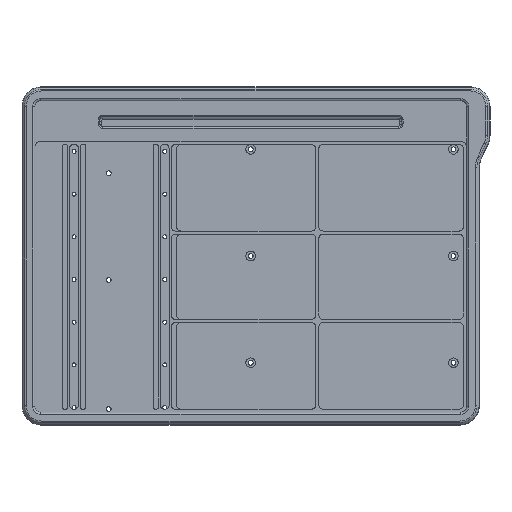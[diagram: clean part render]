
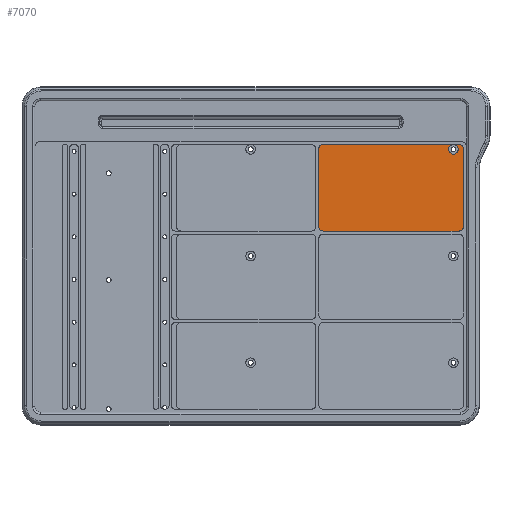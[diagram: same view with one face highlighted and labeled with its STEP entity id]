
A CAD part, top view. The second image highlights one B-rep face of the part: STEP entity #7070.
In plain terms, the highlighted planar face has unit normal (0, 0, 1).
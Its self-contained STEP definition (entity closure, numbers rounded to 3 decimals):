
#202 = ORIENTED_EDGE ( 'NONE', *, *, #5008, .F. ) ;
#415 = CARTESIAN_POINT ( 'NONE',  ( 190., 100., 1.5 ) ) ;
#607 = EDGE_CURVE ( 'NONE', #14302, #4158, #13779, .T. ) ;
#960 = FACE_OUTER_BOUND ( 'NONE', #7472, .T. ) ;
#966 = AXIS2_PLACEMENT_3D ( 'NONE', #4402, #4572, #5878 ) ;
#1238 = CIRCLE ( 'NONE', #3741, 4. ) ;
#1245 = LINE ( 'NONE', #14480, #15202 ) ;
#1543 = CARTESIAN_POINT ( 'NONE',  ( 199.25, 27.4, 1.5 ) ) ;
#1904 = EDGE_CURVE ( 'NONE', #4391, #17517, #15736, .T. ) ;
#2171 = CARTESIAN_POINT ( 'NONE',  ( 195.25, 27.4, 1.5 ) ) ;
#2307 = AXIS2_PLACEMENT_3D ( 'NONE', #415, #7350, #16819 ) ;
#2340 = AXIS2_PLACEMENT_3D ( 'NONE', #2171, #4664, #16865 ) ;
#2528 = DIRECTION ( 'NONE',  ( 0., -1., 0. ) ) ;
#2772 = ORIENTED_EDGE ( 'NONE', *, *, #11087, .F. ) ;
#2811 = EDGE_CURVE ( 'NONE', #11680, #15038, #9393, .T. ) ;
#2885 = ORIENTED_EDGE ( 'NONE', *, *, #9759, .F. ) ;
#3048 = CARTESIAN_POINT ( 'NONE',  ( 67.875, 27.4, 1.5 ) ) ;
#3104 = DIRECTION ( 'NONE',  ( 0., 0., 1. ) ) ;
#3173 = ORIENTED_EDGE ( 'NONE', *, *, #12013, .T. ) ;
#3175 = CARTESIAN_POINT ( 'NONE',  ( 67.875, 100.5, 1.5 ) ) ;
#3266 = VECTOR ( 'NONE', #6836, 1000. ) ;
#3287 = DIRECTION ( 'NONE',  ( 1., 0., 0. ) ) ;
#3685 = ORIENTED_EDGE ( 'NONE', *, *, #7870, .T. ) ;
#3741 = AXIS2_PLACEMENT_3D ( 'NONE', #14036, #12097, #10910 ) ;
#3910 = EDGE_CURVE ( 'NONE', #17490, #4391, #4048, .T. ) ;
#4048 = CIRCLE ( 'NONE', #9717, 4.5 ) ;
#4140 = VECTOR ( 'NONE', #8340, 1000. ) ;
#4158 = VERTEX_POINT ( 'NONE', #16131 ) ;
#4391 = VERTEX_POINT ( 'NONE', #14015 ) ;
#4402 = CARTESIAN_POINT ( 'NONE',  ( 0., 0., 1.5 ) ) ;
#4420 = DIRECTION ( 'NONE',  ( 1., 0., 0. ) ) ;
#4528 = ORIENTED_EDGE ( 'NONE', *, *, #7528, .F. ) ;
#4548 = DIRECTION ( 'NONE',  ( 1., 0., 0. ) ) ;
#4572 = DIRECTION ( 'NONE',  ( 0., 0., 1. ) ) ;
#4575 = AXIS2_PLACEMENT_3D ( 'NONE', #3048, #3104, #4420 ) ;
#4664 = DIRECTION ( 'NONE',  ( 0., 0., 1. ) ) ;
#4677 = ORIENTED_EDGE ( 'NONE', *, *, #14965, .F. ) ;
#5008 = EDGE_CURVE ( 'NONE', #13357, #15038, #1245, .T. ) ;
#5612 = LINE ( 'NONE', #7906, #3266 ) ;
#5685 = CARTESIAN_POINT ( 'NONE',  ( 195.25, 23.4, 1.5 ) ) ;
#5878 = DIRECTION ( 'NONE',  ( 1., 0., 0. ) ) ;
#6836 = DIRECTION ( 'NONE',  ( 1., 0., 0. ) ) ;
#6923 = ORIENTED_EDGE ( 'NONE', *, *, #1904, .F. ) ;
#7070 = ADVANCED_FACE ( 'NONE', ( #960 ), #12674, .T. ) ;
#7164 = CIRCLE ( 'NONE', #2307, 4.5 ) ;
#7174 = CARTESIAN_POINT ( 'NONE',  ( 63.875, 27.4, 1.5 ) ) ;
#7350 = DIRECTION ( 'NONE',  ( 0., 0., 1. ) ) ;
#7458 = DIRECTION ( 'NONE',  ( 0., -1., 0. ) ) ;
#7472 = EDGE_LOOP ( 'NONE', ( #2885, #16588, #2772, #6923, #15384, #4677, #4528, #11677, #3173, #10040, #202, #3685 ) ) ;
#7528 = EDGE_CURVE ( 'NONE', #14302, #17517, #5612, .T. ) ;
#7674 = DIRECTION ( 'NONE',  ( 1., 0., 0. ) ) ;
#7870 = EDGE_CURVE ( 'NONE', #13357, #14809, #13832, .T. ) ;
#7906 = CARTESIAN_POINT ( 'NONE',  ( -74.5, 104.5, 1.5 ) ) ;
#8049 = CARTESIAN_POINT ( 'NONE',  ( 199.25, -143.5, 1.5 ) ) ;
#8222 = VECTOR ( 'NONE', #2528, 1000. ) ;
#8340 = DIRECTION ( 'NONE',  ( 1., 0., 0. ) ) ;
#9393 = CIRCLE ( 'NONE', #4575, 4. ) ;
#9717 = AXIS2_PLACEMENT_3D ( 'NONE', #10149, #12693, #3287 ) ;
#9759 = EDGE_CURVE ( 'NONE', #11453, #14809, #16682, .T. ) ;
#9832 = CARTESIAN_POINT ( 'NONE',  ( 185.5, 100., 1.5 ) ) ;
#10008 = CARTESIAN_POINT ( 'NONE',  ( 190., 104.5, 1.5 ) ) ;
#10040 = ORIENTED_EDGE ( 'NONE', *, *, #2811, .T. ) ;
#10149 = CARTESIAN_POINT ( 'NONE',  ( 190., 100., 1.5 ) ) ;
#10399 = VERTEX_POINT ( 'NONE', #15136 ) ;
#10576 = AXIS2_PLACEMENT_3D ( 'NONE', #3175, #12641, #4548 ) ;
#10910 = DIRECTION ( 'NONE',  ( 1., 0., 0. ) ) ;
#11087 = EDGE_CURVE ( 'NONE', #17517, #10399, #11960, .T. ) ;
#11453 = VERTEX_POINT ( 'NONE', #13507 ) ;
#11677 = ORIENTED_EDGE ( 'NONE', *, *, #607, .T. ) ;
#11680 = VERTEX_POINT ( 'NONE', #7174 ) ;
#11756 = CARTESIAN_POINT ( 'NONE',  ( 67.875, 104.5, 1.5 ) ) ;
#11960 = LINE ( 'NONE', #15055, #4140 ) ;
#12013 = EDGE_CURVE ( 'NONE', #4158, #11680, #15540, .T. ) ;
#12097 = DIRECTION ( 'NONE',  ( 0., 0., 1. ) ) ;
#12641 = DIRECTION ( 'NONE',  ( 0., 0., 1. ) ) ;
#12674 = PLANE ( 'NONE',  #966 ) ;
#12693 = DIRECTION ( 'NONE',  ( 0., 0., 1. ) ) ;
#12804 = CARTESIAN_POINT ( 'NONE',  ( 190., 100., 1.5 ) ) ;
#13357 = VERTEX_POINT ( 'NONE', #5685 ) ;
#13507 = CARTESIAN_POINT ( 'NONE',  ( 199.25, 100.5, 1.5 ) ) ;
#13779 = CIRCLE ( 'NONE', #10576, 4. ) ;
#13832 = CIRCLE ( 'NONE', #2340, 4. ) ;
#14015 = CARTESIAN_POINT ( 'NONE',  ( 194.5, 100., 1.5 ) ) ;
#14036 = CARTESIAN_POINT ( 'NONE',  ( 195.25, 100.5, 1.5 ) ) ;
#14154 = DIRECTION ( 'NONE',  ( 0., 0., 1. ) ) ;
#14295 = CARTESIAN_POINT ( 'NONE',  ( 63.875, 104.5, 1.5 ) ) ;
#14302 = VERTEX_POINT ( 'NONE', #11756 ) ;
#14480 = CARTESIAN_POINT ( 'NONE',  ( 199.25, 23.4, 1.5 ) ) ;
#14809 = VERTEX_POINT ( 'NONE', #1543 ) ;
#14965 = EDGE_CURVE ( 'NONE', #17517, #17490, #7164, .T. ) ;
#15038 = VERTEX_POINT ( 'NONE', #15508 ) ;
#15055 = CARTESIAN_POINT ( 'NONE',  ( -74.5, 104.5, 1.5 ) ) ;
#15136 = CARTESIAN_POINT ( 'NONE',  ( 195.25, 104.5, 1.5 ) ) ;
#15202 = VECTOR ( 'NONE', #17222, 1000. ) ;
#15213 = AXIS2_PLACEMENT_3D ( 'NONE', #12804, #14154, #7674 ) ;
#15384 = ORIENTED_EDGE ( 'NONE', *, *, #3910, .F. ) ;
#15508 = CARTESIAN_POINT ( 'NONE',  ( 67.875, 23.4, 1.5 ) ) ;
#15540 = LINE ( 'NONE', #14295, #15977 ) ;
#15736 = CIRCLE ( 'NONE', #15213, 4.5 ) ;
#15977 = VECTOR ( 'NONE', #7458, 1000. ) ;
#16131 = CARTESIAN_POINT ( 'NONE',  ( 63.875, 100.5, 1.5 ) ) ;
#16588 = ORIENTED_EDGE ( 'NONE', *, *, #17092, .T. ) ;
#16682 = LINE ( 'NONE', #8049, #8222 ) ;
#16819 = DIRECTION ( 'NONE',  ( 1., 0., 0. ) ) ;
#16865 = DIRECTION ( 'NONE',  ( 1., 0., 0. ) ) ;
#17092 = EDGE_CURVE ( 'NONE', #11453, #10399, #1238, .T. ) ;
#17222 = DIRECTION ( 'NONE',  ( -1., 0., 0. ) ) ;
#17490 = VERTEX_POINT ( 'NONE', #9832 ) ;
#17517 = VERTEX_POINT ( 'NONE', #10008 ) ;
